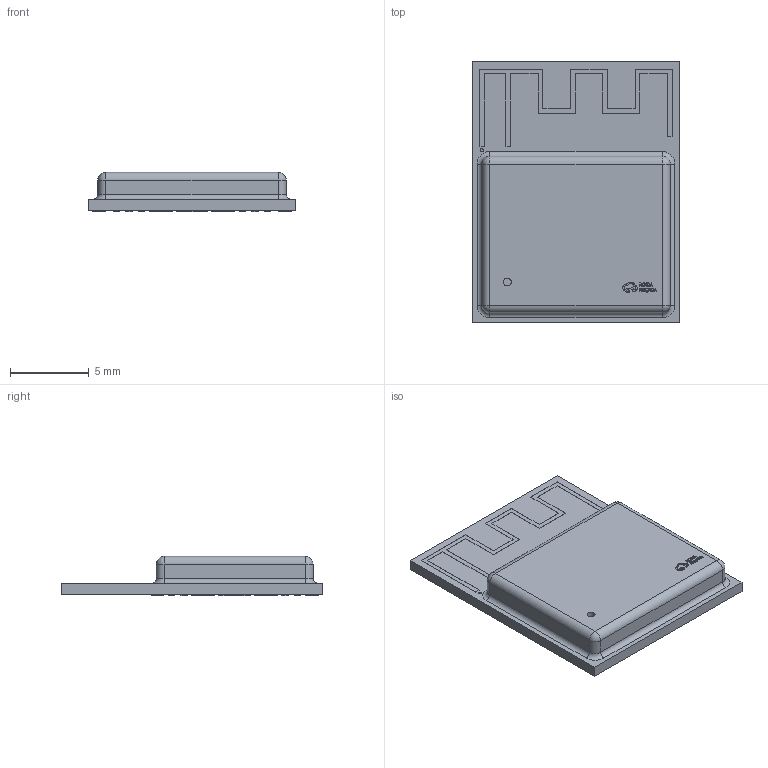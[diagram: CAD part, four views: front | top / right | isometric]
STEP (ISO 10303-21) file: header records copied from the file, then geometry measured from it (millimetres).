
FILE_DESCRIPTION (( 'STEP AP214' ), '1' );
FILE_NAME ('WIFI-SMD_ESP8684-MINI-1.STEP', '2023-10-12T23:53:08', ( 'PC' ), ( 'Microsoft' ), 'SwSTEP 2.0', 'SolidWorks 2020', '' );
FILE_SCHEMA (( 'AUTOMOTIVE_DESIGN' ));
Length unit declared in the file: millimetre
Products named in the file (1): WIFI-SMD_ESP8684-MINI-1
Bounding box: 13.2 x 16.6 x 2.51 mm (x, y, z)
Volume: 357.1 mm3; surface area: 559.2 mm2
Topology: 1 solids, 1 shells, 596 faces, 1514 edges, 1000 vertices
Faces by surface type: plane 474, bspline 98, cylinder 16, sphere 4, torus 4
Entity records: 24367 total; most frequent: CARTESIAN_POINT 4413, ORIENTED_EDGE 3020, DIRECTION 2344, EDGE_CURVE 1510, VECTOR 1274, LINE 1274, VERTEX_POINT 1000, EDGE_LOOP 680
